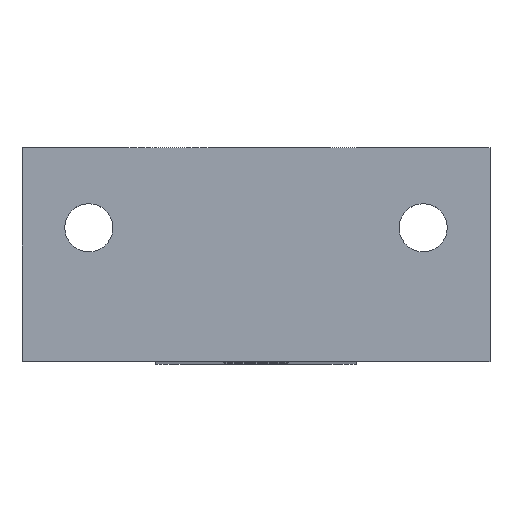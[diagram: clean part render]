
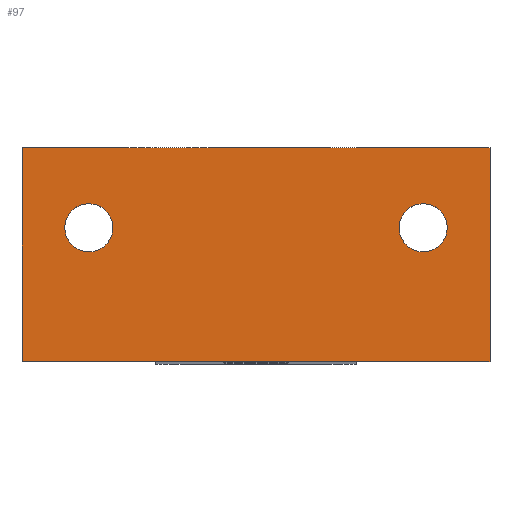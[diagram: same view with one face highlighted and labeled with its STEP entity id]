
A CAD part, top view. The second image highlights one B-rep face of the part: STEP entity #97.
In plain terms, the highlighted planar face has unit normal (0, 0, 1).
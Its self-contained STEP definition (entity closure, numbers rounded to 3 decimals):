
#14 = FACE_OUTER_BOUND ( 'NONE', #257, .T. ) ;
#23 = ORIENTED_EDGE ( 'NONE', *, *, #534, .T. ) ;
#24 = CARTESIAN_POINT ( 'NONE',  ( 17.5, 0., 0. ) ) ;
#48 = VECTOR ( 'NONE', #1191, 1000. ) ;
#97 = ADVANCED_FACE ( 'NONE', ( #916, #628, #14 ), #348, .F. ) ;
#125 = LINE ( 'NONE', #925, #611 ) ;
#167 = AXIS2_PLACEMENT_3D ( 'NONE', #183, #588, #377 ) ;
#183 = CARTESIAN_POINT ( 'NONE',  ( 12.5, 10., 0. ) ) ;
#223 = DIRECTION ( 'NONE',  ( 0., 0., -1. ) ) ;
#240 = LINE ( 'NONE', #895, #926 ) ;
#257 = EDGE_LOOP ( 'NONE', ( #300, #396, #1118, #387 ) ) ;
#265 = DIRECTION ( 'NONE',  ( -1., 0., 0. ) ) ;
#277 = EDGE_CURVE ( 'NONE', #786, #1197, #1124, .T. ) ;
#295 = DIRECTION ( 'NONE',  ( -1., 0., 0. ) ) ;
#300 = ORIENTED_EDGE ( 'NONE', *, *, #436, .T. ) ;
#308 = VERTEX_POINT ( 'NONE', #1046 ) ;
#322 = AXIS2_PLACEMENT_3D ( 'NONE', #659, #223, #898 ) ;
#348 = PLANE ( 'NONE',  #1143 ) ;
#361 = VERTEX_POINT ( 'NONE', #24 ) ;
#377 = DIRECTION ( 'NONE',  ( -1., 0., 0. ) ) ;
#382 = CIRCLE ( 'NONE', #805, 1.8 ) ;
#387 = ORIENTED_EDGE ( 'NONE', *, *, #1021, .F. ) ;
#396 = ORIENTED_EDGE ( 'NONE', *, *, #823, .F. ) ;
#411 = CARTESIAN_POINT ( 'NONE',  ( 14.3, 10., 0. ) ) ;
#435 = EDGE_LOOP ( 'NONE', ( #561, #23 ) ) ;
#436 = EDGE_CURVE ( 'NONE', #361, #612, #240, .T. ) ;
#437 = CARTESIAN_POINT ( 'NONE',  ( 7.5, 0., 0. ) ) ;
#522 = DIRECTION ( 'NONE',  ( 1., 0., 0. ) ) ;
#523 = EDGE_CURVE ( 'NONE', #308, #1075, #382, .T. ) ;
#531 = CARTESIAN_POINT ( 'NONE',  ( -17.5, 16., 0. ) ) ;
#534 = EDGE_CURVE ( 'NONE', #1197, #786, #1357, .T. ) ;
#561 = ORIENTED_EDGE ( 'NONE', *, *, #277, .T. ) ;
#588 = DIRECTION ( 'NONE',  ( 0., 0., -1. ) ) ;
#592 = DIRECTION ( 'NONE',  ( 0., 0., -1. ) ) ;
#611 = VECTOR ( 'NONE', #1356, 1000. ) ;
#612 = VERTEX_POINT ( 'NONE', #633 ) ;
#624 = VECTOR ( 'NONE', #522, 1000. ) ;
#628 = FACE_BOUND ( 'NONE', #1009, .T. ) ;
#633 = CARTESIAN_POINT ( 'NONE',  ( 17.5, 16., 0. ) ) ;
#655 = LINE ( 'NONE', #531, #624 ) ;
#659 = CARTESIAN_POINT ( 'NONE',  ( -12.5, 10., 0. ) ) ;
#676 = CARTESIAN_POINT ( 'NONE',  ( 7.5, 0., 0. ) ) ;
#716 = CARTESIAN_POINT ( 'NONE',  ( -17.5, 0., 0. ) ) ;
#729 = DIRECTION ( 'NONE',  ( 0., 0., -1. ) ) ;
#769 = VERTEX_POINT ( 'NONE', #716 ) ;
#786 = VERTEX_POINT ( 'NONE', #1176 ) ;
#805 = AXIS2_PLACEMENT_3D ( 'NONE', #1244, #592, #1121 ) ;
#823 = EDGE_CURVE ( 'NONE', #1255, #612, #655, .T. ) ;
#841 = CIRCLE ( 'NONE', #322, 1.8 ) ;
#855 = ORIENTED_EDGE ( 'NONE', *, *, #523, .T. ) ;
#882 = CARTESIAN_POINT ( 'NONE',  ( -14.3, 10., 0. ) ) ;
#886 = AXIS2_PLACEMENT_3D ( 'NONE', #1146, #729, #295 ) ;
#895 = CARTESIAN_POINT ( 'NONE',  ( 17.5, 20., 0. ) ) ;
#898 = DIRECTION ( 'NONE',  ( -1., 0., 0. ) ) ;
#916 = FACE_BOUND ( 'NONE', #435, .T. ) ;
#922 = ORIENTED_EDGE ( 'NONE', *, *, #1040, .T. ) ;
#925 = CARTESIAN_POINT ( 'NONE',  ( -17.5, 20., 0. ) ) ;
#926 = VECTOR ( 'NONE', #1324, 1000. ) ;
#1009 = EDGE_LOOP ( 'NONE', ( #922, #855 ) ) ;
#1021 = EDGE_CURVE ( 'NONE', #361, #769, #1102, .T. ) ;
#1040 = EDGE_CURVE ( 'NONE', #1075, #308, #841, .T. ) ;
#1046 = CARTESIAN_POINT ( 'NONE',  ( -10.7, 10., 0. ) ) ;
#1075 = VERTEX_POINT ( 'NONE', #882 ) ;
#1102 = LINE ( 'NONE', #437, #48 ) ;
#1118 = ORIENTED_EDGE ( 'NONE', *, *, #1241, .T. ) ;
#1121 = DIRECTION ( 'NONE',  ( -1., 0., 0. ) ) ;
#1124 = CIRCLE ( 'NONE', #886, 1.8 ) ;
#1143 = AXIS2_PLACEMENT_3D ( 'NONE', #676, #1336, #265 ) ;
#1146 = CARTESIAN_POINT ( 'NONE',  ( 12.5, 10., 0. ) ) ;
#1161 = CARTESIAN_POINT ( 'NONE',  ( -17.5, 16., 0. ) ) ;
#1176 = CARTESIAN_POINT ( 'NONE',  ( 10.7, 10., 0. ) ) ;
#1191 = DIRECTION ( 'NONE',  ( -1., 0., 0. ) ) ;
#1197 = VERTEX_POINT ( 'NONE', #411 ) ;
#1241 = EDGE_CURVE ( 'NONE', #1255, #769, #125, .T. ) ;
#1244 = CARTESIAN_POINT ( 'NONE',  ( -12.5, 10., 0. ) ) ;
#1255 = VERTEX_POINT ( 'NONE', #1161 ) ;
#1324 = DIRECTION ( 'NONE',  ( 0., 1., 0. ) ) ;
#1336 = DIRECTION ( 'NONE',  ( 0., 0., -1. ) ) ;
#1356 = DIRECTION ( 'NONE',  ( 0., -1., 0. ) ) ;
#1357 = CIRCLE ( 'NONE', #167, 1.8 ) ;
